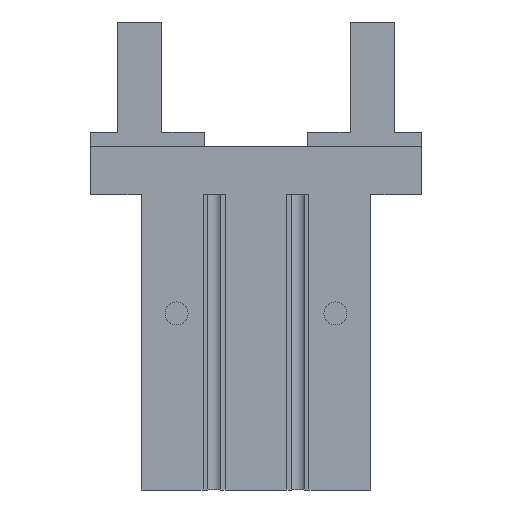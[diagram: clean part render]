
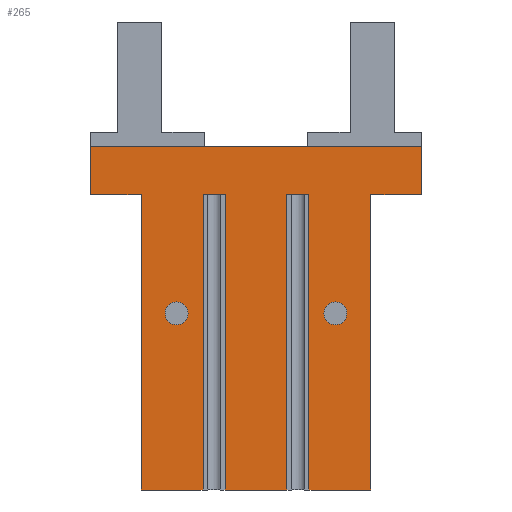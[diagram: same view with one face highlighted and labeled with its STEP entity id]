
A CAD part, left-side view. The second image highlights one B-rep face of the part: STEP entity #265.
In plain terms, the highlighted face is planar.
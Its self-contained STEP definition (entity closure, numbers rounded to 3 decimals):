
#265=ADVANCED_FACE('',(#558,#559,#560),#561,.F.);
#558=FACE_OUTER_BOUND('',#896,.T.);
#559=FACE_BOUND('',#897,.T.);
#560=FACE_BOUND('',#898,.T.);
#561=PLANE('',#899);
#896=EDGE_LOOP('',(#1411,#1412,#1413,#1414,#1415,#1416,#1417,#1418,#1419,#1420,#1421,#1422,#1423,#1424,#1425,#1426));
#897=EDGE_LOOP('',(#1427));
#898=EDGE_LOOP('',(#1428));
#899=AXIS2_PLACEMENT_3D('',#1429,#1430,#1431);
#1411=ORIENTED_EDGE('',*,*,#2054,.T.);
#1412=ORIENTED_EDGE('',*,*,#2107,.F.);
#1413=ORIENTED_EDGE('',*,*,#2108,.F.);
#1414=ORIENTED_EDGE('',*,*,#2109,.F.);
#1415=ORIENTED_EDGE('',*,*,#2110,.F.);
#1416=ORIENTED_EDGE('',*,*,#1945,.F.);
#1417=ORIENTED_EDGE('',*,*,#2011,.F.);
#1418=ORIENTED_EDGE('',*,*,#2089,.F.);
#1419=ORIENTED_EDGE('',*,*,#2087,.F.);
#1420=ORIENTED_EDGE('',*,*,#2016,.F.);
#1421=ORIENTED_EDGE('',*,*,#1966,.F.);
#1422=ORIENTED_EDGE('',*,*,#2111,.F.);
#1423=ORIENTED_EDGE('',*,*,#2112,.T.);
#1424=ORIENTED_EDGE('',*,*,#2113,.F.);
#1425=ORIENTED_EDGE('',*,*,#2069,.F.);
#1426=ORIENTED_EDGE('',*,*,#2114,.F.);
#1427=ORIENTED_EDGE('',*,*,#1977,.F.);
#1428=ORIENTED_EDGE('',*,*,#1974,.F.);
#1429=CARTESIAN_POINT('',(0.0,26.0,-16.8));
#1430=DIRECTION('',(0.0,0.0,1.0));
#1431=DIRECTION('',(1.0,0.0,0.0));
#1945=EDGE_CURVE('',#2280,#2281,#2282,.T.);
#1966=EDGE_CURVE('',#2318,#2314,#2320,.T.);
#1974=EDGE_CURVE('',#2332,#2332,#2333,.F.);
#1977=EDGE_CURVE('',#2337,#2337,#2338,.F.);
#2011=EDGE_CURVE('',#2391,#2280,#2393,.T.);
#2016=EDGE_CURVE('',#2314,#2400,#2401,.T.);
#2054=EDGE_CURVE('',#2463,#2460,#2464,.T.);
#2069=EDGE_CURVE('',#2486,#2482,#2488,.T.);
#2087=EDGE_CURVE('',#2400,#2506,#2512,.T.);
#2089=EDGE_CURVE('',#2506,#2391,#2514,.T.);
#2107=EDGE_CURVE('',#2543,#2460,#2544,.T.);
#2108=EDGE_CURVE('',#2545,#2543,#2546,.T.);
#2109=EDGE_CURVE('',#2547,#2545,#2548,.T.);
#2110=EDGE_CURVE('',#2281,#2547,#2549,.T.);
#2111=EDGE_CURVE('',#2550,#2318,#2551,.T.);
#2112=EDGE_CURVE('',#2550,#2552,#2553,.T.);
#2113=EDGE_CURVE('',#2482,#2552,#2554,.T.);
#2114=EDGE_CURVE('',#2463,#2486,#2555,.T.);
#2280=VERTEX_POINT('',#2778);
#2281=VERTEX_POINT('',#2779);
#2282=LINE('',#2780,#2781);
#2314=VERTEX_POINT('',#2827);
#2318=VERTEX_POINT('',#2833);
#2320=LINE('',#2836,#2837);
#2332=VERTEX_POINT('',#2849);
#2333=CIRCLE('',#2850,2.6);
#2337=VERTEX_POINT('',#2854);
#2338=CIRCLE('',#2855,2.6);
#2391=VERTEX_POINT('',#2917);
#2393=LINE('',#2920,#2921);
#2400=VERTEX_POINT('',#2931);
#2401=LINE('',#2932,#2933);
#2460=VERTEX_POINT('',#3018);
#2463=VERTEX_POINT('',#3022);
#2464=LINE('',#3023,#3024);
#2482=VERTEX_POINT('',#3050);
#2486=VERTEX_POINT('',#3056);
#2488=LINE('',#3059,#3060);
#2506=VERTEX_POINT('',#3086);
#2512=LINE('',#3096,#3097);
#2514=LINE('',#3099,#3100);
#2543=VERTEX_POINT('',#3137);
#2544=LINE('',#3138,#3139);
#2545=VERTEX_POINT('',#3140);
#2546=LINE('',#3141,#3142);
#2547=VERTEX_POINT('',#3143);
#2548=LINE('',#3144,#3145);
#2549=LINE('',#3146,#3147);
#2550=VERTEX_POINT('',#3148);
#2551=LINE('',#3149,#3150);
#2552=VERTEX_POINT('',#3151);
#2553=LINE('',#3152,#3153);
#2554=LINE('',#3154,#3155);
#2555=LINE('',#3156,#3157);
#2778=CARTESIAN_POINT('',(0.,-37.5,-16.8));
#2779=CARTESIAN_POINT('',(0.,-26.0,-16.8));
#2780=CARTESIAN_POINT('',(0.,-37.5,-16.8));
#2781=VECTOR('',#3459,1.0);
#2827=CARTESIAN_POINT('',(0.0,26.0,-16.8));
#2833=CARTESIAN_POINT('',(66.9,26.0,-16.8));
#2836=CARTESIAN_POINT('',(66.9,26.0,-16.8));
#2837=VECTOR('',#3480,1.0);
#2849=CARTESIAN_POINT('',(29.5,18.0,-16.8));
#2850=AXIS2_PLACEMENT_3D('',#3493,#3494,#3495);
#2854=CARTESIAN_POINT('',(29.5,-18.0,-16.8));
#2855=AXIS2_PLACEMENT_3D('',#3499,#3500,#3501);
#2917=CARTESIAN_POINT('',(-11.0,-37.5,-16.8));
#2920=CARTESIAN_POINT('',(-11.0,-37.5,-16.8));
#2921=VECTOR('',#3545,1.0);
#2931=CARTESIAN_POINT('',(0.0,37.5,-16.8));
#2932=CARTESIAN_POINT('',(0.0,26.0,-16.8));
#2933=VECTOR('',#3549,1.0);
#3018=CARTESIAN_POINT('',(0.0,-7.0,-16.8));
#3022=CARTESIAN_POINT('',(66.9,-7.0,-16.8));
#3023=CARTESIAN_POINT('',(66.9,-7.0,-16.8));
#3024=VECTOR('',#3583,1.0);
#3050=CARTESIAN_POINT('',(0.0,7.0,-16.8));
#3056=CARTESIAN_POINT('',(66.9,7.0,-16.8));
#3059=CARTESIAN_POINT('',(66.9,7.0,-16.8));
#3060=VECTOR('',#3595,1.0);
#3086=CARTESIAN_POINT('',(-11.0,37.5,-16.8));
#3096=CARTESIAN_POINT('',(0.0,37.5,-16.8));
#3097=VECTOR('',#3608,1.0);
#3099=CARTESIAN_POINT('',(-11.0,37.5,-16.8));
#3100=VECTOR('',#3609,1.0);
#3137=CARTESIAN_POINT('',(0.0,-12.0,-16.8));
#3138=CARTESIAN_POINT('',(0.0,-10.9,-16.8));
#3139=VECTOR('',#3630,1.0);
#3140=CARTESIAN_POINT('',(66.9,-12.0,-16.8));
#3141=CARTESIAN_POINT('',(66.9,-12.0,-16.8));
#3142=VECTOR('',#3631,1.0);
#3143=CARTESIAN_POINT('',(66.9,-26.0,-16.8));
#3144=CARTESIAN_POINT('',(66.9,-26.0,-16.8));
#3145=VECTOR('',#3632,1.0);
#3146=CARTESIAN_POINT('',(0.,-26.0,-16.8));
#3147=VECTOR('',#3633,1.0);
#3148=CARTESIAN_POINT('',(66.9,12.0,-16.8));
#3149=CARTESIAN_POINT('',(66.9,-26.0,-16.8));
#3150=VECTOR('',#3634,1.0);
#3151=CARTESIAN_POINT('',(0.0,12.0,-16.8));
#3152=CARTESIAN_POINT('',(66.9,12.0,-16.8));
#3153=VECTOR('',#3635,1.0);
#3154=CARTESIAN_POINT('',(0.0,10.9,-16.8));
#3155=VECTOR('',#3636,1.0);
#3156=CARTESIAN_POINT('',(66.9,-26.0,-16.8));
#3157=VECTOR('',#3637,1.0);
#3459=DIRECTION('',(0.,1.0,0.0));
#3480=DIRECTION('',(-1.0,0.,0.0));
#3493=CARTESIAN_POINT('',(26.9,18.0,-16.8));
#3494=DIRECTION('',(0.0,0.0,1.0));
#3495=DIRECTION('',(1.0,0.0,0.0));
#3499=CARTESIAN_POINT('',(26.9,-18.0,-16.8));
#3500=DIRECTION('',(0.0,0.0,1.0));
#3501=DIRECTION('',(1.0,0.0,0.0));
#3545=DIRECTION('',(1.0,0.0,0.0));
#3549=DIRECTION('',(0.0,1.0,0.0));
#3583=DIRECTION('',(-1.0,0.0,0.0));
#3595=DIRECTION('',(-1.0,0.0,0.0));
#3608=DIRECTION('',(-1.0,0.,0.0));
#3609=DIRECTION('',(0.,-1.0,0.0));
#3630=DIRECTION('',(0.0,1.0,0.0));
#3631=DIRECTION('',(-1.0,0.0,0.0));
#3632=DIRECTION('',(0.,1.0,0.0));
#3633=DIRECTION('',(1.0,0.,0.0));
#3634=DIRECTION('',(0.,1.0,0.0));
#3635=DIRECTION('',(-1.0,0.0,0.0));
#3636=DIRECTION('',(0.0,1.0,0.0));
#3637=DIRECTION('',(0.,1.0,0.0));
